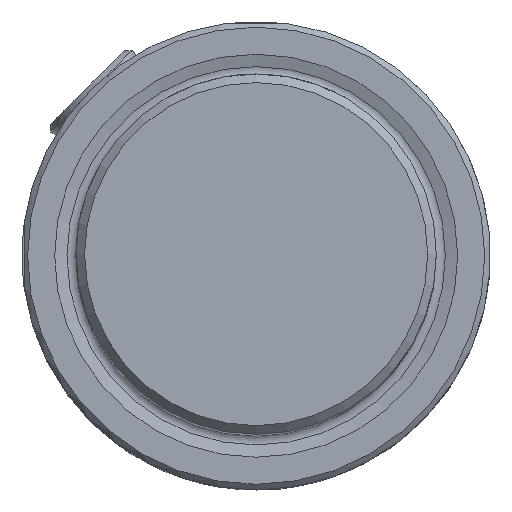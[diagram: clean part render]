
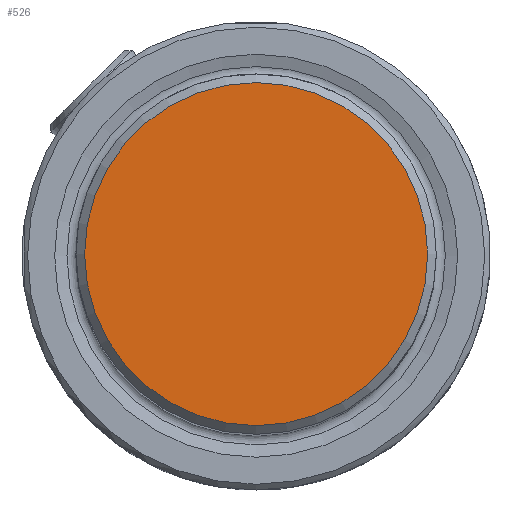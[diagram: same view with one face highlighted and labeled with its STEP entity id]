
A CAD part, top view. The second image highlights one B-rep face of the part: STEP entity #526.
In plain terms, the highlighted planar face has unit normal (0, 0, 1).
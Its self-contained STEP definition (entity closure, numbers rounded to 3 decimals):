
#344=CIRCLE('',#5040,15.112);
#526=ADVANCED_FACE('',(#924),#792,.T.);
#792=PLANE('',#5041);
#924=FACE_OUTER_BOUND('',#1165,.T.);
#1165=EDGE_LOOP('',(#1774));
#1774=ORIENTED_EDGE('',*,*,#3649,.T.);
#3148=VERTEX_POINT('',#7357);
#3649=EDGE_CURVE('',#3148,#3148,#344,.T.);
#5040=AXIS2_PLACEMENT_3D('',#7356,#5713,#5714);
#5041=AXIS2_PLACEMENT_3D('',#7358,#5715,#5716);
#5713=DIRECTION('',(0.,0.,1.));
#5714=DIRECTION('',(0.,-1.,0.));
#5715=DIRECTION('',(0.,0.,1.));
#5716=DIRECTION('',(0.,1.,0.));
#7356=CARTESIAN_POINT('',(0.,0.,82.55));
#7357=CARTESIAN_POINT('',(0.,-15.112,82.55));
#7358=CARTESIAN_POINT('',(0.,0.,82.55));
